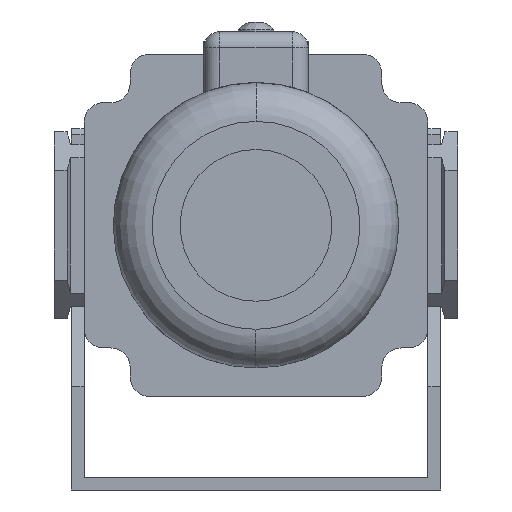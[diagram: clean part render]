
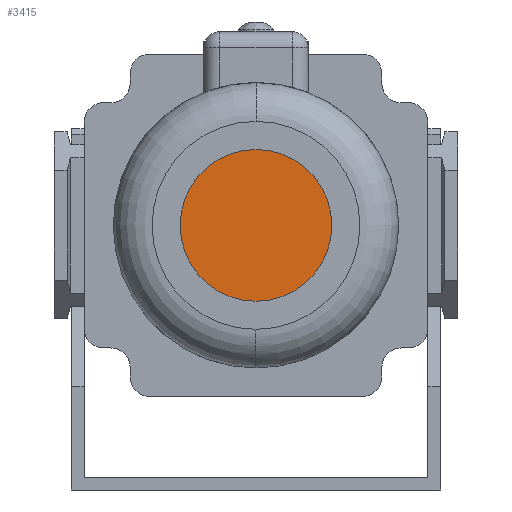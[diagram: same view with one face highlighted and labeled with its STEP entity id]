
A CAD part, front view. The second image highlights one B-rep face of the part: STEP entity #3415.
In plain terms, the highlighted planar face has unit normal (0, -1, 0).
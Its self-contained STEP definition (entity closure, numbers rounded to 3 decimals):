
#487 = CIRCLE ( 'NONE', #4822, 11.75 ) ;
#551 = AXIS2_PLACEMENT_3D ( 'NONE', #1661, #1260, #2852 ) ;
#577 = VERTEX_POINT ( 'NONE', #4375 ) ;
#732 = VERTEX_POINT ( 'NONE', #2820 ) ;
#928 = EDGE_CURVE ( 'NONE', #732, #577, #487, .T. ) ;
#1260 = DIRECTION ( 'NONE',  ( 0., 1., 0. ) ) ;
#1661 = CARTESIAN_POINT ( 'NONE',  ( 11.75, -136., 0. ) ) ;
#1757 = CARTESIAN_POINT ( 'NONE',  ( 0., -136., 0. ) ) ;
#1794 = AXIS2_PLACEMENT_3D ( 'NONE', #1757, #1828, #2600 ) ;
#1828 = DIRECTION ( 'NONE',  ( 0., -1., 0. ) ) ;
#2050 = FACE_OUTER_BOUND ( 'NONE', #4488, .T. ) ;
#2600 = DIRECTION ( 'NONE',  ( 0., 0., -1. ) ) ;
#2820 = CARTESIAN_POINT ( 'NONE',  ( 0., -136., -11.75 ) ) ;
#2852 = DIRECTION ( 'NONE',  ( 0., 0., 1. ) ) ;
#2938 = DIRECTION ( 'NONE',  ( 0., 0., -1. ) ) ;
#3345 = DIRECTION ( 'NONE',  ( 0., -1., 0. ) ) ;
#3415 = ADVANCED_FACE ( 'NONE', ( #2050 ), #3646, .F. ) ;
#3646 = PLANE ( 'NONE',  #551 ) ;
#3979 = ORIENTED_EDGE ( 'NONE', *, *, #4967, .T. ) ;
#4067 = CIRCLE ( 'NONE', #1794, 11.75 ) ;
#4104 = CARTESIAN_POINT ( 'NONE',  ( 0., -136., 0. ) ) ;
#4375 = CARTESIAN_POINT ( 'NONE',  ( 0., -136., 11.75 ) ) ;
#4481 = ORIENTED_EDGE ( 'NONE', *, *, #928, .T. ) ;
#4488 = EDGE_LOOP ( 'NONE', ( #4481, #3979 ) ) ;
#4822 = AXIS2_PLACEMENT_3D ( 'NONE', #4104, #3345, #2938 ) ;
#4967 = EDGE_CURVE ( 'NONE', #577, #732, #4067, .T. ) ;
